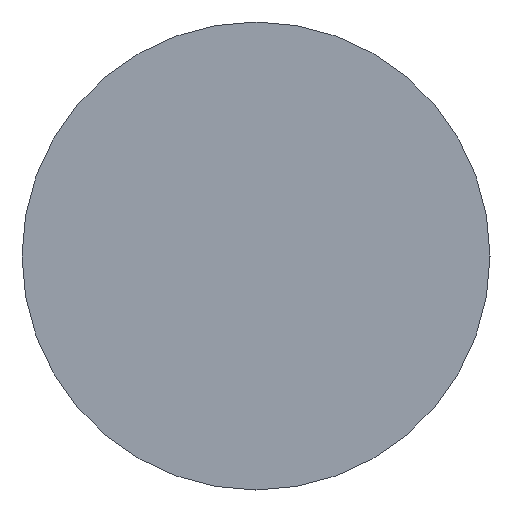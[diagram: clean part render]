
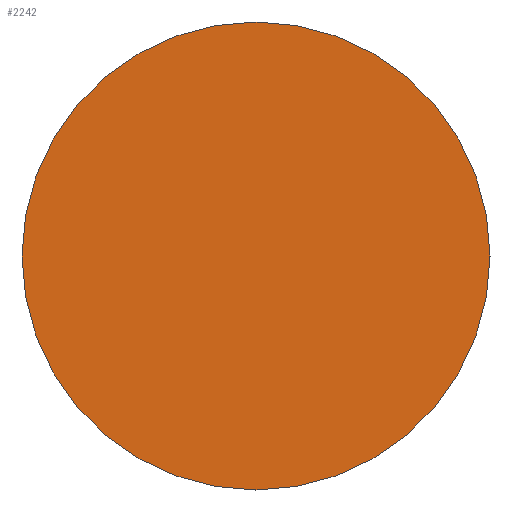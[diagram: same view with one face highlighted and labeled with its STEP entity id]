
A CAD part, left-side view. The second image highlights one B-rep face of the part: STEP entity #2242.
In plain terms, the highlighted planar face has unit normal (-1, 0, 0).
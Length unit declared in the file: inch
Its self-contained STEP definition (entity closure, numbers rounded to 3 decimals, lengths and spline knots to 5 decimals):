
#18 = EDGE_LOOP ( 'NONE', ( #2843, #2106 ) ) ;
#28 = CIRCLE ( 'NONE', #1992, 1.625 ) ;
#41 = DIRECTION ( 'NONE',  ( -1., 0., 0. ) ) ;
#64 = VERTEX_POINT ( 'NONE', #667 ) ;
#342 = DIRECTION ( 'NONE',  ( 0., 0., -1. ) ) ;
#610 = DIRECTION ( 'NONE',  ( 1., 0., 0. ) ) ;
#652 = AXIS2_PLACEMENT_3D ( 'NONE', #1420, #610, #342 ) ;
#667 = CARTESIAN_POINT ( 'NONE',  ( 0., 0., 1.625 ) ) ;
#778 = VERTEX_POINT ( 'NONE', #2287 ) ;
#904 = CARTESIAN_POINT ( 'NONE',  ( 0., 0., 0. ) ) ;
#1420 = CARTESIAN_POINT ( 'NONE',  ( 0., 1.625, 0. ) ) ;
#1607 = CARTESIAN_POINT ( 'NONE',  ( 0., 0., 0. ) ) ;
#1988 = AXIS2_PLACEMENT_3D ( 'NONE', #904, #2483, #3222 ) ;
#1992 = AXIS2_PLACEMENT_3D ( 'NONE', #1607, #41, #3138 ) ;
#2106 = ORIENTED_EDGE ( 'NONE', *, *, #2610, .T. ) ;
#2207 = PLANE ( 'NONE',  #652 ) ;
#2242 = ADVANCED_FACE ( 'NONE', ( #2705 ), #2207, .F. ) ;
#2287 = CARTESIAN_POINT ( 'NONE',  ( 0., 0., -1.625 ) ) ;
#2384 = CIRCLE ( 'NONE', #1988, 1.625 ) ;
#2483 = DIRECTION ( 'NONE',  ( -1., 0., 0. ) ) ;
#2610 = EDGE_CURVE ( 'NONE', #778, #64, #28, .T. ) ;
#2675 = EDGE_CURVE ( 'NONE', #64, #778, #2384, .T. ) ;
#2705 = FACE_OUTER_BOUND ( 'NONE', #18, .T. ) ;
#2843 = ORIENTED_EDGE ( 'NONE', *, *, #2675, .T. ) ;
#3138 = DIRECTION ( 'NONE',  ( 0., 0., 1. ) ) ;
#3222 = DIRECTION ( 'NONE',  ( 0., 0., 1. ) ) ;
